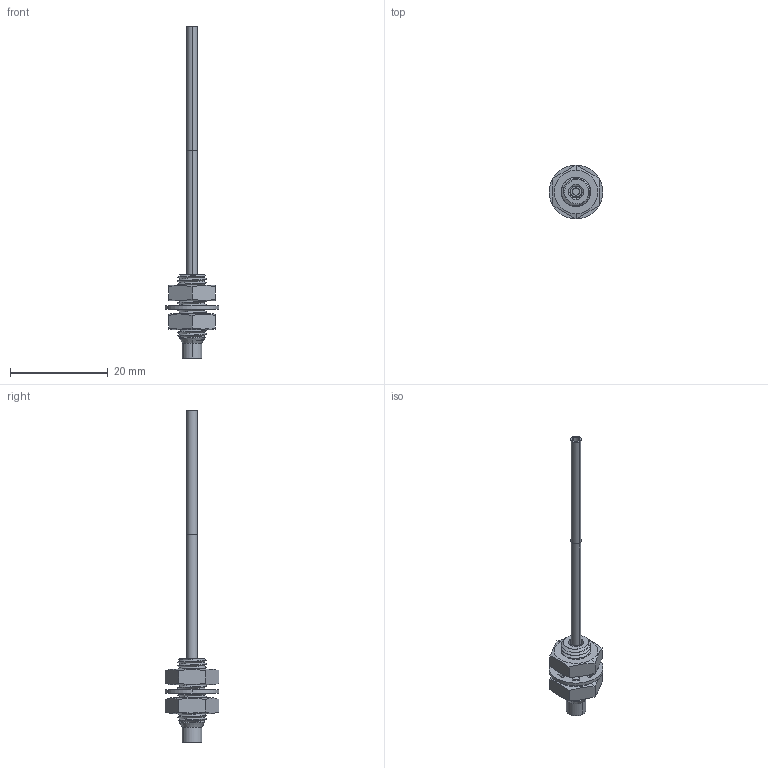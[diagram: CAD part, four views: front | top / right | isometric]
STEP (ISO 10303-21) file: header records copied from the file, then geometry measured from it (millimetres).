
FILE_DESCRIPTION((''),'2;1');
FILE_NAME('192781_ASM','2016-02-09T',('pdmadmin'),(''),'PRO/ENGINEER BY PARAMETRIC TECHNOLOGY CORPORATION, 2013230','PRO/ENGINEER BY PARAMETRIC TECHNOLOGY CORPORATION, 2013230','');
FILE_SCHEMA(('CONFIG_CONTROL_DESIGN'));
Length unit declared in the file: inch
Products named in the file (7): 39345; 30920; 30921; FIBER_CORE_060; 39681; 61192_ASM; 192781_ASM
Assembly tree (8 placements, depth 3):
  192781_ASM
    61192_ASM
      39345
      30920
      30921  x2
      FIBER_CORE_060
      39681  x2
Bounding box: 11 x 11 x 67.79 mm (x, y, z)
Volume: 736.5 mm3; surface area: 2092.4 mm2
Topology: 7 solids, 9 shells, 138 faces, 354 edges, 230 vertices
Faces by surface type: cylinder 72, plane 42, cone 14, bspline 10
Entity records: 8074 total; most frequent: CARTESIAN_POINT 5135, ORIENTED_EDGE 604, DIRECTION 544, EDGE_CURVE 304, AXIS2_PLACEMENT_3D 205, VERTEX_POINT 198, VECTOR 134, LINE 134
